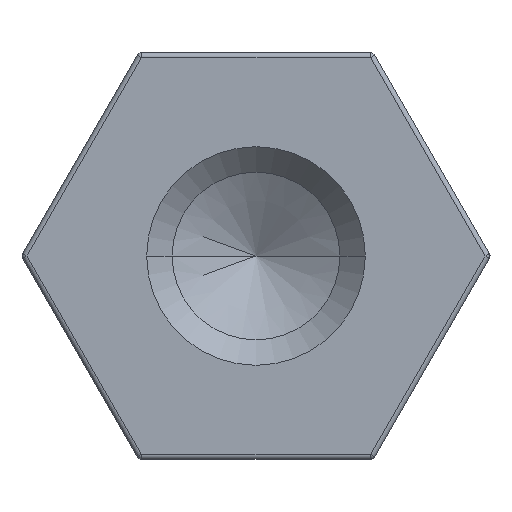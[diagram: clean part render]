
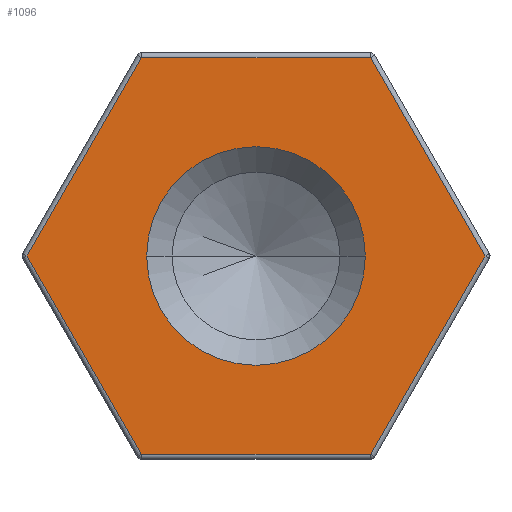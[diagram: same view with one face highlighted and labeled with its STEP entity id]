
A CAD part, left-side view. The second image highlights one B-rep face of the part: STEP entity #1096.
In plain terms, the highlighted planar face has unit normal (-1, 0, 0).
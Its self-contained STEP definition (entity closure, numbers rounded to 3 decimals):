
#46 = CARTESIAN_POINT ( 'NONE',  ( 0., 2.252, -3.9 ) ) ;
#47 = CARTESIAN_POINT ( 'NONE',  ( 0., -4.503, 0. ) ) ;
#72 = PLANE ( 'NONE',  #615 ) ;
#94 = AXIS2_PLACEMENT_3D ( 'NONE', #709, #707, #702 ) ;
#105 = CARTESIAN_POINT ( 'NONE',  ( 0., -2.15, 0. ) ) ;
#118 = AXIS2_PLACEMENT_3D ( 'NONE', #726, #725, #1335 ) ;
#135 = CARTESIAN_POINT ( 'NONE',  ( 0., 2.252, 3.9 ) ) ;
#143 = DIRECTION ( 'NONE',  ( 0., 1., 0. ) ) ;
#175 = CARTESIAN_POINT ( 'NONE',  ( 0., -2.252, -3.9 ) ) ;
#218 = EDGE_CURVE ( 'NONE', #935, #1021, #529, .T. ) ;
#222 = EDGE_CURVE ( 'NONE', #1175, #816, #532, .T. ) ;
#227 = EDGE_CURVE ( 'NONE', #1021, #1267, #525, .T. ) ;
#231 = FACE_OUTER_BOUND ( 'NONE', #1199, .T. ) ;
#276 = CIRCLE ( 'NONE', #118, 2.15 ) ;
#312 = EDGE_CURVE ( 'NONE', #959, #724, #385, .T. ) ;
#314 = EDGE_CURVE ( 'NONE', #724, #935, #380, .T. ) ;
#319 = EDGE_CURVE ( 'NONE', #1267, #1105, #375, .T. ) ;
#322 = EDGE_CURVE ( 'NONE', #1105, #959, #370, .T. ) ;
#353 = VECTOR ( 'NONE', #1093, 1000. ) ;
#368 = VECTOR ( 'NONE', #1102, 1000. ) ;
#370 = LINE ( 'NONE', #1098, #353 ) ;
#373 = VECTOR ( 'NONE', #1109, 1000. ) ;
#375 = LINE ( 'NONE', #1108, #368 ) ;
#377 = VECTOR ( 'NONE', #1150, 1000. ) ;
#380 = LINE ( 'NONE', #1122, #373 ) ;
#385 = LINE ( 'NONE', #1137, #377 ) ;
#386 = EDGE_CURVE ( 'NONE', #816, #1175, #276, .T. ) ;
#421 = DIRECTION ( 'NONE',  ( 0., 0.5, 0.866 ) ) ;
#489 = DIRECTION ( 'NONE',  ( 1., 0., 0. ) ) ;
#508 = CARTESIAN_POINT ( 'NONE',  ( 0., -2.252, 3.9 ) ) ;
#512 = VECTOR ( 'NONE', #584, 1000. ) ;
#517 = VECTOR ( 'NONE', #421, 1000. ) ;
#525 = LINE ( 'NONE', #798, #512 ) ;
#529 = LINE ( 'NONE', #537, #517 ) ;
#532 = CIRCLE ( 'NONE', #94, 2.15 ) ;
#535 = CARTESIAN_POINT ( 'NONE',  ( 0., 0., 0. ) ) ;
#537 = CARTESIAN_POINT ( 'NONE',  ( 0., -3.377, 1.95 ) ) ;
#546 = CARTESIAN_POINT ( 'NONE',  ( 0., 4.503, 0. ) ) ;
#575 = FACE_BOUND ( 'NONE', #1204, .T. ) ;
#584 = DIRECTION ( 'NONE',  ( 0., 1., 0. ) ) ;
#615 = AXIS2_PLACEMENT_3D ( 'NONE', #535, #489, #143 ) ;
#685 = ORIENTED_EDGE ( 'NONE', *, *, #312, .T. ) ;
#689 = CARTESIAN_POINT ( 'NONE',  ( 0., 2.15, 0. ) ) ;
#702 = DIRECTION ( 'NONE',  ( 0., 1., 0. ) ) ;
#707 = DIRECTION ( 'NONE',  ( 1., 0., 0. ) ) ;
#709 = CARTESIAN_POINT ( 'NONE',  ( 0., 0., 0. ) ) ;
#724 = VERTEX_POINT ( 'NONE', #175 ) ;
#725 = DIRECTION ( 'NONE',  ( 1., 0., 0. ) ) ;
#726 = CARTESIAN_POINT ( 'NONE',  ( 0., 0., 0. ) ) ;
#739 = ORIENTED_EDGE ( 'NONE', *, *, #227, .T. ) ;
#798 = CARTESIAN_POINT ( 'NONE',  ( 0., 0., 3.9 ) ) ;
#816 = VERTEX_POINT ( 'NONE', #105 ) ;
#921 = ORIENTED_EDGE ( 'NONE', *, *, #314, .T. ) ;
#935 = VERTEX_POINT ( 'NONE', #47 ) ;
#959 = VERTEX_POINT ( 'NONE', #46 ) ;
#1021 = VERTEX_POINT ( 'NONE', #508 ) ;
#1093 = DIRECTION ( 'NONE',  ( 0., -0.5, -0.866 ) ) ;
#1096 = ADVANCED_FACE ( 'NONE', ( #231, #575 ), #72, .F. ) ;
#1098 = CARTESIAN_POINT ( 'NONE',  ( 0., 3.377, -1.95 ) ) ;
#1100 = ORIENTED_EDGE ( 'NONE', *, *, #222, .T. ) ;
#1102 = DIRECTION ( 'NONE',  ( 0., 0.5, -0.866 ) ) ;
#1105 = VERTEX_POINT ( 'NONE', #546 ) ;
#1108 = CARTESIAN_POINT ( 'NONE',  ( 0., 3.377, 1.95 ) ) ;
#1109 = DIRECTION ( 'NONE',  ( 0., -0.5, 0.866 ) ) ;
#1122 = CARTESIAN_POINT ( 'NONE',  ( 0., -3.377, -1.95 ) ) ;
#1137 = CARTESIAN_POINT ( 'NONE',  ( 0., 0., -3.9 ) ) ;
#1141 = ORIENTED_EDGE ( 'NONE', *, *, #322, .T. ) ;
#1150 = DIRECTION ( 'NONE',  ( 0., -1., 0. ) ) ;
#1175 = VERTEX_POINT ( 'NONE', #689 ) ;
#1193 = ORIENTED_EDGE ( 'NONE', *, *, #218, .T. ) ;
#1199 = EDGE_LOOP ( 'NONE', ( #1193, #739, #1295, #1141, #685, #921 ) ) ;
#1204 = EDGE_LOOP ( 'NONE', ( #1100, #1298 ) ) ;
#1267 = VERTEX_POINT ( 'NONE', #135 ) ;
#1295 = ORIENTED_EDGE ( 'NONE', *, *, #319, .T. ) ;
#1298 = ORIENTED_EDGE ( 'NONE', *, *, #386, .T. ) ;
#1335 = DIRECTION ( 'NONE',  ( 0., 1., 0. ) ) ;
